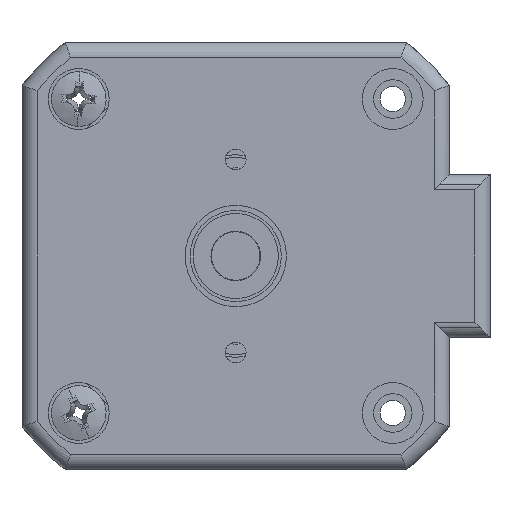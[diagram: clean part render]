
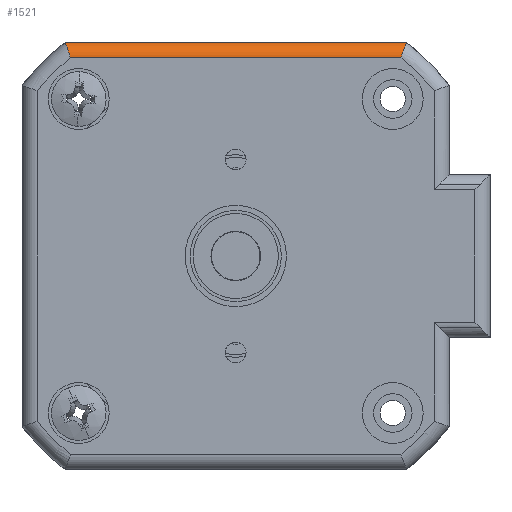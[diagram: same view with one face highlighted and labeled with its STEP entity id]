
A CAD part, front view. The second image highlights one B-rep face of the part: STEP entity #1521.
In plain terms, the highlighted cylindrical face has radius 1.5 mm (diameter 3 mm), a partial arc.
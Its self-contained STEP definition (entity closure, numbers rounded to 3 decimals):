
#109 = FACE_OUTER_BOUND ( 'NONE', #2749, .T. ) ;
#406 = CARTESIAN_POINT ( 'NONE',  ( -1.131, -43.671, 53.333 ) ) ;
#509 = VERTEX_POINT ( 'NONE', #822 ) ;
#538 = CARTESIAN_POINT ( 'NONE',  ( -33.894, -43.708, 52.95 ) ) ;
#608 = VERTEX_POINT ( 'NONE', #8186 ) ;
#822 = CARTESIAN_POINT ( 'NONE',  ( -0.735, -42.208, 54.45 ) ) ;
#973 = DIRECTION ( 'NONE',  ( 1., 0., 0. ) ) ;
#1089 = CARTESIAN_POINT ( 'NONE',  ( -0.945, -43.421, 53.855 ) ) ;
#1207 = ORIENTED_EDGE ( 'NONE', *, *, #4742, .F. ) ;
#1213 = CARTESIAN_POINT ( 'NONE',  ( -33.963, -43.708, 53.14 ) ) ;
#1442 = ORIENTED_EDGE ( 'NONE', *, *, #2935, .F. ) ;
#1473 = LINE ( 'NONE', #4293, #6801 ) ;
#1521 = ADVANCED_FACE ( 'NONE', ( #109 ), #5064, .T. ) ;
#1522 = VECTOR ( 'NONE', #8070, 1000. ) ;
#1650 = CARTESIAN_POINT ( 'NONE',  ( -34.427, -42.208, 52.95 ) ) ;
#1713 = DIRECTION ( 'NONE',  ( 0., 0., -1. ) ) ;
#1768 = CARTESIAN_POINT ( 'NONE',  ( -0.805, -42.982, 54.251 ) ) ;
#1913 = CARTESIAN_POINT ( 'NONE',  ( -34.159, -43.528, 53.688 ) ) ;
#2442 = B_SPLINE_CURVE_WITH_KNOTS ( 'NONE', 3,
 ( #8378, #3769, #406, #5130, #1089, #5793, #1768, #6438, #2458, #7096, #3124, #7754 ),
 .UNSPECIFIED., .F., .F.,
 ( 4, 2, 2, 2, 2, 4 ),
 ( 0., 0.001, 0.001, 0.002, 0.002, 0.002 ),
 .UNSPECIFIED. ) ;
#2458 = CARTESIAN_POINT ( 'NONE',  ( -0.753, -42.608, 54.399 ) ) ;
#2588 = CARTESIAN_POINT ( 'NONE',  ( -34.317, -43.149, 54.135 ) ) ;
#2749 = EDGE_LOOP ( 'NONE', ( #3632, #3490, #1207, #1442 ) ) ;
#2760 = CARTESIAN_POINT ( 'NONE',  ( -1.269, -43.708, 52.95 ) ) ;
#2935 = EDGE_CURVE ( 'NONE', #7774, #608, #3535, .T. ) ;
#3124 = CARTESIAN_POINT ( 'NONE',  ( -0.735, -42.311, 54.45 ) ) ;
#3247 = CARTESIAN_POINT ( 'NONE',  ( -34.399, -42.706, 54.369 ) ) ;
#3453 = CARTESIAN_POINT ( 'NONE',  ( -17.581, -43.708, 52.95 ) ) ;
#3490 = ORIENTED_EDGE ( 'NONE', *, *, #5099, .F. ) ;
#3535 = LINE ( 'NONE', #3453, #1522 ) ;
#3632 = ORIENTED_EDGE ( 'NONE', *, *, #8080, .T. ) ;
#3769 = CARTESIAN_POINT ( 'NONE',  ( -1.2, -43.708, 53.14 ) ) ;
#3935 = CARTESIAN_POINT ( 'NONE',  ( -34.424, -42.411, 54.44 ) ) ;
#4293 = CARTESIAN_POINT ( 'NONE',  ( -34.427, -42.208, 54.45 ) ) ;
#4623 = CARTESIAN_POINT ( 'NONE',  ( -34.427, -42.208, 54.45 ) ) ;
#4742 = EDGE_CURVE ( 'NONE', #608, #7261, #8412, .T. ) ;
#4973 = DIRECTION ( 'NONE',  ( 1., 0., 0. ) ) ;
#5064 = CYLINDRICAL_SURFACE ( 'NONE', #5717, 1.5 ) ;
#5099 = EDGE_CURVE ( 'NONE', #7261, #509, #1473, .T. ) ;
#5130 = CARTESIAN_POINT ( 'NONE',  ( -1.004, -43.528, 53.688 ) ) ;
#5717 = AXIS2_PLACEMENT_3D ( 'NONE', #1650, #973, #1713 ) ;
#5793 = CARTESIAN_POINT ( 'NONE',  ( -0.846, -43.149, 54.135 ) ) ;
#5910 = CARTESIAN_POINT ( 'NONE',  ( -34.032, -43.671, 53.333 ) ) ;
#6438 = CARTESIAN_POINT ( 'NONE',  ( -0.764, -42.706, 54.369 ) ) ;
#6560 = CARTESIAN_POINT ( 'NONE',  ( -34.218, -43.421, 53.855 ) ) ;
#6801 = VECTOR ( 'NONE', #4973, 1000. ) ;
#7096 = CARTESIAN_POINT ( 'NONE',  ( -0.739, -42.411, 54.44 ) ) ;
#7229 = CARTESIAN_POINT ( 'NONE',  ( -34.358, -42.982, 54.251 ) ) ;
#7261 = VERTEX_POINT ( 'NONE', #7942 ) ;
#7754 = CARTESIAN_POINT ( 'NONE',  ( -0.735, -42.208, 54.45 ) ) ;
#7774 = VERTEX_POINT ( 'NONE', #2760 ) ;
#7871 = CARTESIAN_POINT ( 'NONE',  ( -34.41, -42.608, 54.399 ) ) ;
#7942 = CARTESIAN_POINT ( 'NONE',  ( -34.427, -42.208, 54.45 ) ) ;
#8070 = DIRECTION ( 'NONE',  ( -1., 0., 0. ) ) ;
#8080 = EDGE_CURVE ( 'NONE', #7774, #509, #2442, .T. ) ;
#8186 = CARTESIAN_POINT ( 'NONE',  ( -33.894, -43.708, 52.95 ) ) ;
#8378 = CARTESIAN_POINT ( 'NONE',  ( -1.269, -43.708, 52.95 ) ) ;
#8412 = B_SPLINE_CURVE_WITH_KNOTS ( 'NONE', 3,
 ( #538, #1213, #5910, #1913, #6560, #2588, #7229, #3247, #7871, #3935, #8526, #4623 ),
 .UNSPECIFIED., .F., .F.,
 ( 4, 2, 2, 2, 2, 4 ),
 ( 0., 0.001, 0.001, 0.002, 0.002, 0.002 ),
 .UNSPECIFIED. ) ;
#8526 = CARTESIAN_POINT ( 'NONE',  ( -34.427, -42.311, 54.45 ) ) ;
